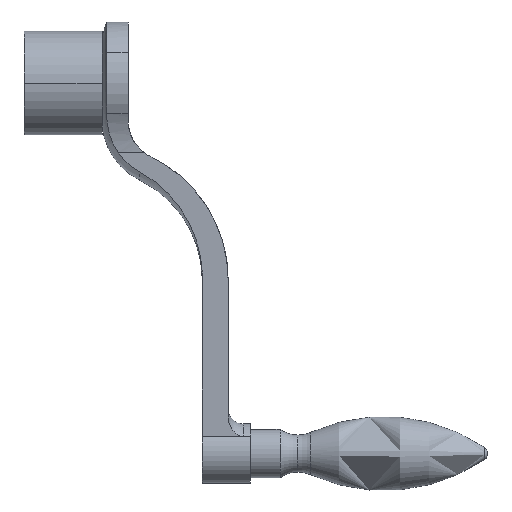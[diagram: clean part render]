
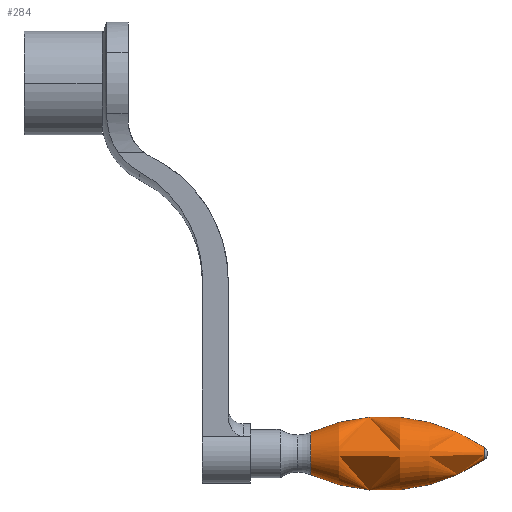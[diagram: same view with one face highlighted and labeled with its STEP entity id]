
A CAD part, left-side view. The second image highlights one B-rep face of the part: STEP entity #284.
In plain terms, the highlighted toroidal (fillet/blend) face has major radius 38.033 mm and minor radius 48.033 mm.
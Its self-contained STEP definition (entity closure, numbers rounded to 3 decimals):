
#238=EDGE_CURVE('',#572,#418,#667,.T.);
#284=ADVANCED_FACE('',(#720),#721,.T.);
#292=EDGE_CURVE('',#444,#350,#729,.T.);
#314=EDGE_CURVE('',#350,#572,#753,.T.);
#350=VERTEX_POINT('',#794);
#384=EDGE_CURVE('',#444,#418,#829,.T.);
#418=VERTEX_POINT('',#871);
#444=VERTEX_POINT('',#899);
#572=VERTEX_POINT('',#1040);
#667=CIRCLE('',#1135,48.033);
#720=FACE_OUTER_BOUND('',#1224,.T.);
#721=TOROIDAL_SURFACE('',#1225,-38.033,48.033);
#729=CIRCLE('',#1236,48.033);
#753=CIRCLE('',#1297,1.652);
#794=CARTESIAN_POINT('',(0.,-124.128,-101.652));
#829=CIRCLE('',#1426,5.752);
#871=CARTESIAN_POINT('',(0.,-77.318,-94.248));
#899=CARTESIAN_POINT('',(0.,-77.318,-105.752));
#1040=CARTESIAN_POINT('',(0.,-124.128,-98.348));
#1135=AXIS2_PLACEMENT_3D('',#1882,#1883,#1884);
#1224=EDGE_LOOP('',(#1968,#1969,#1970,#1971));
#1225=AXIS2_PLACEMENT_3D('',#1972,#1973,#1974);
#1236=AXIS2_PLACEMENT_3D('',#1976,#1977,#1978);
#1297=AXIS2_PLACEMENT_3D('',#2005,#2006,#2007);
#1426=AXIS2_PLACEMENT_3D('',#2071,#2072,#2073);
#1882=CARTESIAN_POINT('',(0.,-97.068,-138.033));
#1883=DIRECTION('',(-1.0,-0.0,0.));
#1884=DIRECTION('',(0.,0.0,1.0));
#1968=ORIENTED_EDGE('',*,*,#238,.T.);
#1969=ORIENTED_EDGE('',*,*,#384,.F.);
#1970=ORIENTED_EDGE('',*,*,#292,.T.);
#1971=ORIENTED_EDGE('',*,*,#314,.T.);
#1972=CARTESIAN_POINT('',(0.,-97.068,-100.0));
#1973=DIRECTION('',(-0.0,1.0,0.0));
#1974=DIRECTION('',(0.,0.0,1.0));
#1976=CARTESIAN_POINT('',(0.,-97.068,-61.967));
#1977=DIRECTION('',(-1.0,-0.0,0.));
#1978=DIRECTION('',(0.,0.0,-1.0));
#2005=CARTESIAN_POINT('',(0.,-124.128,-100.0));
#2006=DIRECTION('',(0.0,1.0,0.0));
#2007=DIRECTION('',(0.,0.0,-1.0));
#2071=CARTESIAN_POINT('',(0.,-77.318,-100.0));
#2072=DIRECTION('',(0.0,1.0,0.0));
#2073=DIRECTION('',(0.,0.0,-1.0));
